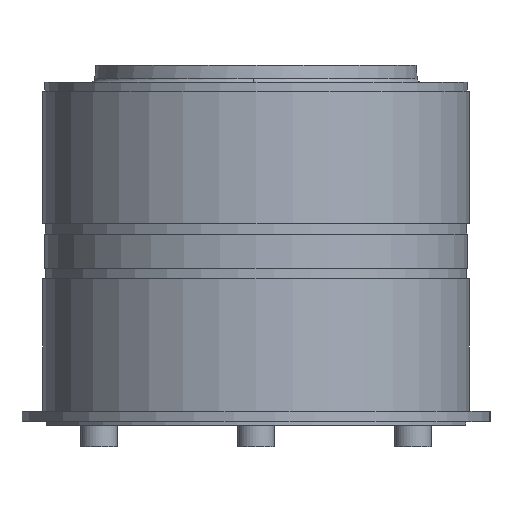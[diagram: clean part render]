
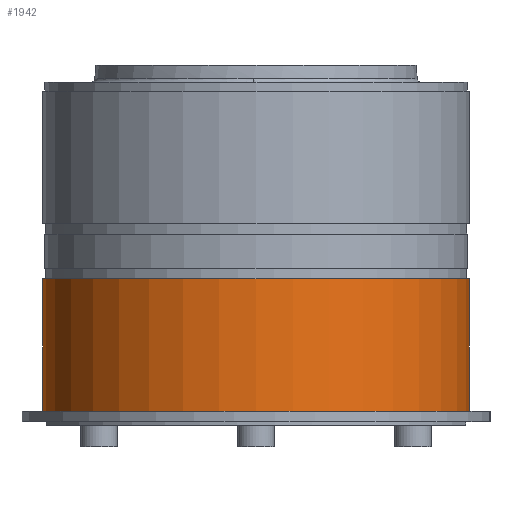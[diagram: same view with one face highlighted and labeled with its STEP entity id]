
A CAD part, front view. The second image highlights one B-rep face of the part: STEP entity #1942.
In plain terms, the highlighted cylindrical face has radius 50 mm (diameter 100 mm), a partial arc.
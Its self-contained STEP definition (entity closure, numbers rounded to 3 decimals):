
#1884=CARTESIAN_POINT('',(-50.0,-25.25,16.0));
#1885=VERTEX_POINT('',#1884);
#1892=CARTESIAN_POINT('',(-50.0,-25.25,-15.0));
#1893=VERTEX_POINT('',#1892);
#1894=CARTESIAN_POINT('',(-50.0,-25.25,-15.0));
#1895=DIRECTION('',(0.0,0.0,1.0));
#1896=VECTOR('',#1895,31.0);
#1897=LINE('',#1894,#1896);
#1898=EDGE_CURVE('',#1893,#1885,#1897,.T.);
#1910=CARTESIAN_POINT('',(0.0,-25.25,-15.0));
#1911=DIRECTION('',(0.0,0.0,1.0));
#1912=DIRECTION('',(1.0,0.0,0.0));
#1913=AXIS2_PLACEMENT_3D('',#1910,#1911,#1912);
#1914=CYLINDRICAL_SURFACE('',#1913,50.0);
#1915=CARTESIAN_POINT('',(50.0,-25.25,16.0));
#1916=VERTEX_POINT('',#1915);
#1917=CARTESIAN_POINT('',(0.0,-25.25,16.0));
#1918=DIRECTION('',(0.0,0.0,-1.0));
#1919=DIRECTION('',(1.0,0.0,0.0));
#1920=AXIS2_PLACEMENT_3D('',#1917,#1918,#1919);
#1921=CIRCLE('',#1920,50.0);
#1922=EDGE_CURVE('',#1885,#1916,#1921,.T.);
#1923=ORIENTED_EDGE('',*,*,#1922,.T.);
#1924=CARTESIAN_POINT('',(50.0,-25.25,-15.0));
#1925=VERTEX_POINT('',#1924);
#1926=CARTESIAN_POINT('',(50.0,-25.25,-15.0));
#1927=DIRECTION('',(0.0,0.0,1.0));
#1928=VECTOR('',#1927,31.0);
#1929=LINE('',#1926,#1928);
#1930=EDGE_CURVE('',#1925,#1916,#1929,.T.);
#1931=ORIENTED_EDGE('',*,*,#1930,.F.);
#1932=CARTESIAN_POINT('',(0.0,-25.25,-15.0));
#1933=DIRECTION('',(0.0,0.0,1.0));
#1934=DIRECTION('',(1.0,0.0,0.0));
#1935=AXIS2_PLACEMENT_3D('',#1932,#1933,#1934);
#1936=CIRCLE('',#1935,50.0);
#1937=EDGE_CURVE('',#1925,#1893,#1936,.T.);
#1938=ORIENTED_EDGE('',*,*,#1937,.T.);
#1939=ORIENTED_EDGE('',*,*,#1898,.T.);
#1940=EDGE_LOOP('',(#1923,#1931,#1938,#1939));
#1941=FACE_OUTER_BOUND('',#1940,.T.);
#1942=ADVANCED_FACE('',(#1941),#1914,.T.);
